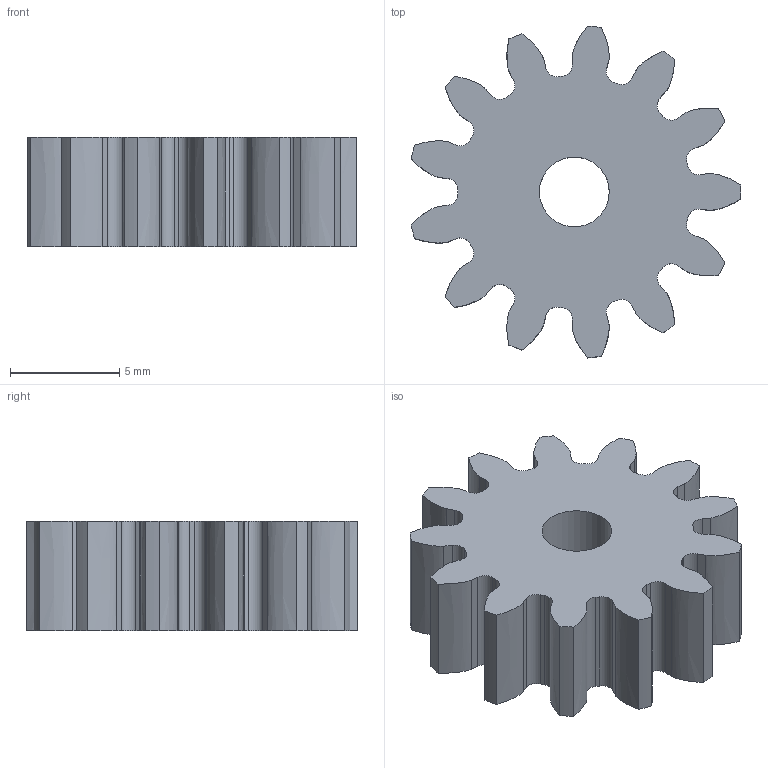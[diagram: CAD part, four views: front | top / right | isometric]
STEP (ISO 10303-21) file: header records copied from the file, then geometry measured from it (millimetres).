
FILE_DESCRIPTION(/* description */ ('Spur Gear; Module: 1.0; Num Teeth: 13; Pressure Angle: 20.0; Backlash: 0.00 mm'),/* implementation_level */ '2;1');
FILE_NAME(/* name */ 'BFI Main Gear 13 tooth 2X.step',/* time_stamp */ '2023-12-16T14:31:59-08:00',/* author */ (''),/* organization */ (''),/* preprocessor_version */ 'ST-DEVELOPER v20',/* originating_system */ 'Autodesk Translation Framework v12.14.0.127',/* authorisation */ '');
FILE_SCHEMA (('AUTOMOTIVE_DESIGN { 1 0 10303 214 3 1 1 }'));
Length unit declared in the file: millimetre
Products named in the file (1): BFI Gearz_Spur Gear (13 teeth)
Bounding box: 15.09 x 15.19 x 5 mm (x, y, z)
Volume: 623.3 mm3; surface area: 707.5 mm2
Topology: 1 solids, 1 shells, 107 faces, 315 edges, 210 vertices
Faces by surface type: cylinder 53, plane 28, bspline 26
Full cylindrical faces by diameter (mm): 3.196 x1
Entity records: 8052 total; most frequent: CARTESIAN_POINT 5287, ORIENTED_EDGE 630, DIRECTION 533, EDGE_CURVE 315, VERTEX_POINT 210, AXIS2_PLACEMENT_3D 188, LINE 157, VECTOR 157
